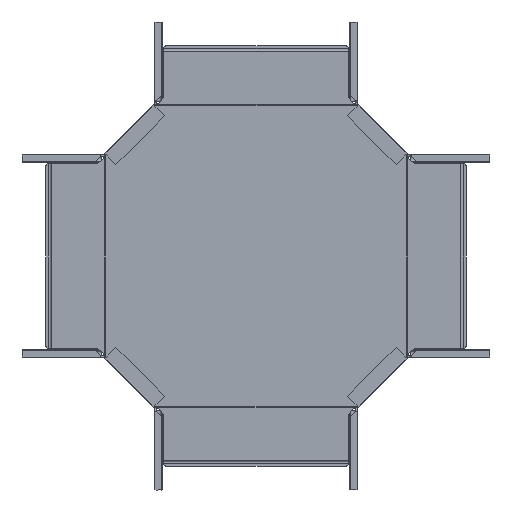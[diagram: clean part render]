
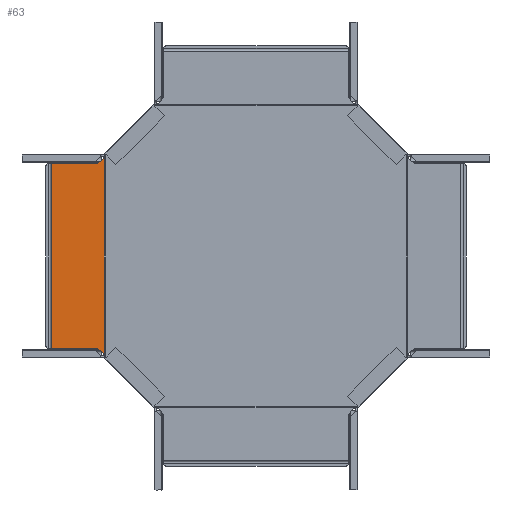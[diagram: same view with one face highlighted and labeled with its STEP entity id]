
A CAD part, front view. The second image highlights one B-rep face of the part: STEP entity #63.
In plain terms, the highlighted planar face has unit normal (0, -1, 0).
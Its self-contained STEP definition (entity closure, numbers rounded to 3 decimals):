
#63 = ADVANCED_FACE ( 'NONE', ( #2012 ), #986, .T. ) ;
#123 = CARTESIAN_POINT ( 'NONE',  ( -148.062, -2., -95.074 ) ) ;
#542 = CARTESIAN_POINT ( 'NONE',  ( -198.823, -2., 89.75 ) ) ;
#607 = CARTESIAN_POINT ( 'NONE',  ( -147.799, -2., -95.255 ) ) ;
#769 = CARTESIAN_POINT ( 'NONE',  ( -147.658, -2., 95.35 ) ) ;
#773 = LINE ( 'NONE', #5071, #4856 ) ;
#897 = EDGE_CURVE ( 'NONE', #6311, #1173, #3423, .T. ) ;
#911 = CARTESIAN_POINT ( 'NONE',  ( -198.823, -2., -7.203 ) ) ;
#986 = PLANE ( 'NONE',  #2076 ) ;
#1153 = CARTESIAN_POINT ( 'NONE',  ( 0.165, -2., 0. ) ) ;
#1161 = CARTESIAN_POINT ( 'NONE',  ( -147.525, -2., -95.435 ) ) ;
#1173 = VERTEX_POINT ( 'NONE', #2117 ) ;
#1320 = LINE ( 'NONE', #1862, #4467 ) ;
#1374 = EDGE_CURVE ( 'NONE', #5885, #1644, #773, .T. ) ;
#1588 = CARTESIAN_POINT ( 'NONE',  ( -147.784, -2., -95.265 ) ) ;
#1644 = VERTEX_POINT ( 'NONE', #6722 ) ;
#1769 = CARTESIAN_POINT ( 'NONE',  ( -153.408, -2., -89.75 ) ) ;
#1840 = ORIENTED_EDGE ( 'NONE', *, *, #1374, .F. ) ;
#1862 = CARTESIAN_POINT ( 'NONE',  ( -153.408, -2., 89.75 ) ) ;
#1903 = CARTESIAN_POINT ( 'NONE',  ( -147.537, -2., 95.428 ) ) ;
#2012 = FACE_OUTER_BOUND ( 'NONE', #3174, .T. ) ;
#2023 = VERTEX_POINT ( 'NONE', #5736 ) ;
#2040 = B_SPLINE_CURVE_WITH_KNOTS ( 'NONE', 3,
 ( #3279, #123, #5394, #6896, #3831, #607, #5918, #2756, #1588, #5950, #1161, #2256 ),
 .UNSPECIFIED., .F., .F.,
 ( 4, 1, 1, 1, 1, 2, 2, 4 ),
 ( 0., 0.25, 0.375, 0.437, 0.469, 0.484, 0.5, 1. ),
 .UNSPECIFIED. ) ;
#2076 = AXIS2_PLACEMENT_3D ( 'NONE', #1153, #6463, #5454 ) ;
#2117 = CARTESIAN_POINT ( 'NONE',  ( -153.408, -2., -89.75 ) ) ;
#2206 = ORIENTED_EDGE ( 'NONE', *, *, #897, .T. ) ;
#2256 = CARTESIAN_POINT ( 'NONE',  ( -147.413, -2., -95.502 ) ) ;
#2402 = ORIENTED_EDGE ( 'NONE', *, *, #6703, .F. ) ;
#2512 = VECTOR ( 'NONE', #3059, 1000. ) ;
#2756 = CARTESIAN_POINT ( 'NONE',  ( -147.785, -2., -95.264 ) ) ;
#2788 = DIRECTION ( 'NONE',  ( 1., 0., 0. ) ) ;
#2838 = EDGE_CURVE ( 'NONE', #1173, #2893, #3320, .T. ) ;
#2893 = VERTEX_POINT ( 'NONE', #4974 ) ;
#3059 = DIRECTION ( 'NONE',  ( 0., 0., 1. ) ) ;
#3086 = VECTOR ( 'NONE', #2788, 1000. ) ;
#3174 = EDGE_LOOP ( 'NONE', ( #6721, #4111, #1840, #5708, #3278, #2402, #3428, #2206 ) ) ;
#3278 = ORIENTED_EDGE ( 'NONE', *, *, #5581, .F. ) ;
#3279 = CARTESIAN_POINT ( 'NONE',  ( -148.138, -2., -95.02 ) ) ;
#3320 = LINE ( 'NONE', #5951, #5834 ) ;
#3423 = LINE ( 'NONE', #1769, #3086 ) ;
#3428 = ORIENTED_EDGE ( 'NONE', *, *, #3641, .F. ) ;
#3641 = EDGE_CURVE ( 'NONE', #6311, #6325, #5700, .T. ) ;
#3831 = CARTESIAN_POINT ( 'NONE',  ( -147.819, -2., -95.241 ) ) ;
#4111 = ORIENTED_EDGE ( 'NONE', *, *, #5599, .T. ) ;
#4461 = VECTOR ( 'NONE', #4769, 1000. ) ;
#4467 = VECTOR ( 'NONE', #6597, 1000. ) ;
#4570 = CARTESIAN_POINT ( 'NONE',  ( -148.138, -2., 95.02 ) ) ;
#4769 = DIRECTION ( 'NONE',  ( 0.707, 0., 0.707 ) ) ;
#4791 = EDGE_CURVE ( 'NONE', #5370, #5885, #6823, .T. ) ;
#4856 = VECTOR ( 'NONE', #5627, 1000. ) ;
#4904 = CARTESIAN_POINT ( 'NONE',  ( -153.408, -2., 89.75 ) ) ;
#4974 = CARTESIAN_POINT ( 'NONE',  ( -148.138, -2., -95.02 ) ) ;
#5071 = CARTESIAN_POINT ( 'NONE',  ( -147.413, -2., 0. ) ) ;
#5370 = VERTEX_POINT ( 'NONE', #4570 ) ;
#5394 = CARTESIAN_POINT ( 'NONE',  ( -147.96, -2., -95.145 ) ) ;
#5454 = DIRECTION ( 'NONE',  ( -1., 0., 0. ) ) ;
#5494 = DIRECTION ( 'NONE',  ( 0.707, 0., -0.707 ) ) ;
#5520 = CARTESIAN_POINT ( 'NONE',  ( -147.413, -2., 95.502 ) ) ;
#5581 = EDGE_CURVE ( 'NONE', #2023, #5370, #5748, .T. ) ;
#5599 = EDGE_CURVE ( 'NONE', #2893, #1644, #2040, .T. ) ;
#5627 = DIRECTION ( 'NONE',  ( 0., 0., -1. ) ) ;
#5700 = LINE ( 'NONE', #911, #2512 ) ;
#5708 = ORIENTED_EDGE ( 'NONE', *, *, #4791, .F. ) ;
#5736 = CARTESIAN_POINT ( 'NONE',  ( -153.408, -2., 89.75 ) ) ;
#5748 = LINE ( 'NONE', #4904, #4461 ) ;
#5832 = CARTESIAN_POINT ( 'NONE',  ( -147.413, -2., 95.502 ) ) ;
#5834 = VECTOR ( 'NONE', #5494, 1000. ) ;
#5885 = VERTEX_POINT ( 'NONE', #5832 ) ;
#5918 = CARTESIAN_POINT ( 'NONE',  ( -147.791, -2., -95.26 ) ) ;
#5950 = CARTESIAN_POINT ( 'NONE',  ( -147.647, -2., -95.357 ) ) ;
#5951 = CARTESIAN_POINT ( 'NONE',  ( -153.408, -2., -89.75 ) ) ;
#6184 = CARTESIAN_POINT ( 'NONE',  ( -148.138, -2., 95.02 ) ) ;
#6207 = CARTESIAN_POINT ( 'NONE',  ( -198.823, -2., -89.75 ) ) ;
#6311 = VERTEX_POINT ( 'NONE', #6207 ) ;
#6325 = VERTEX_POINT ( 'NONE', #542 ) ;
#6463 = DIRECTION ( 'NONE',  ( 0., -1., 0. ) ) ;
#6597 = DIRECTION ( 'NONE',  ( 1., 0., 0. ) ) ;
#6601 = CARTESIAN_POINT ( 'NONE',  ( -147.902, -2., 95.186 ) ) ;
#6703 = EDGE_CURVE ( 'NONE', #6325, #2023, #1320, .T. ) ;
#6721 = ORIENTED_EDGE ( 'NONE', *, *, #2838, .T. ) ;
#6722 = CARTESIAN_POINT ( 'NONE',  ( -147.413, -2., -95.502 ) ) ;
#6743 = CARTESIAN_POINT ( 'NONE',  ( -148.019, -2., 95.104 ) ) ;
#6823 = B_SPLINE_CURVE_WITH_KNOTS ( 'NONE', 3,
 ( #6184, #6743, #6601, #769, #1903, #5520 ),
 .UNSPECIFIED., .F., .F.,
 ( 4, 2, 4 ),
 ( 0., 0.5, 1. ),
 .UNSPECIFIED. ) ;
#6896 = CARTESIAN_POINT ( 'NONE',  ( -147.862, -2., -95.212 ) ) ;
